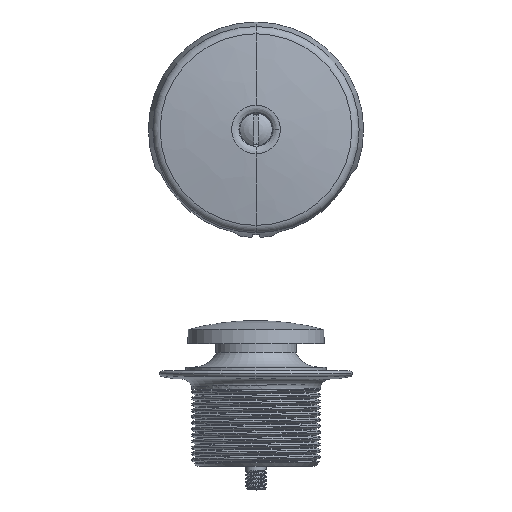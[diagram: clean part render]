
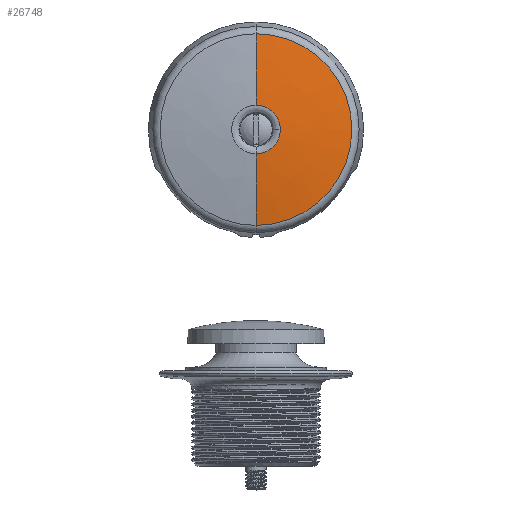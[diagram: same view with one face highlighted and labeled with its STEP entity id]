
A CAD part, top view. The second image highlights one B-rep face of the part: STEP entity #26748.
In plain terms, the highlighted free-form (B-spline) face has degree [3, 3] with [7, 4] control points.
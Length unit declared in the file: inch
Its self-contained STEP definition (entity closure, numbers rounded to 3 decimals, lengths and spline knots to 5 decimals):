
#25997=CARTESIAN_POINT('',(0.,0.52194,0.));
#25998=DIRECTION('',(0.,-1.,0.));
#25999=DIRECTION('',(-1.,0.,0.));
#26000=AXIS2_PLACEMENT_3D('',#25997,#25998,#25999);
#26005=CARTESIAN_POINT('',(0.31597,-11.26877,0.));
#26006=DIRECTION('',(0.,0.,-1.));
#26007=DIRECTION('',(-0.147,0.989,0.));
#26008=AXIS2_PLACEMENT_3D('',#26005,#26006,#26007);
#26013=CARTESIAN_POINT('',(0.,0.4136,0.));
#26014=DIRECTION('',(0.,1.,0.));
#26015=DIRECTION('',(1.,0.,0.));
#26016=AXIS2_PLACEMENT_3D('',#26013,#26014,#26015);
#26021=CARTESIAN_POINT('',(-0.31597,-11.26877,0.));
#26022=DIRECTION('',(0.,0.,1.));
#26023=DIRECTION('',(0.147,0.989,0.));
#26024=AXIS2_PLACEMENT_3D('',#26021,#26022,#26023);
#26029=CARTESIAN_POINT('',(0.,0.52194,0.));
#26030=DIRECTION('',(0.,-1.,0.));
#26031=DIRECTION('',(0.,0.,-1.));
#26032=AXIS2_PLACEMENT_3D('',#26029,#26030,#26031);
#26375=CARTESIAN_POINT('',(1.41558,0.4136,0.));
#26376=CARTESIAN_POINT('',(-1.41558,0.4136,0.));
#26377=VERTEX_POINT('',#26375);
#26378=VERTEX_POINT('',#26376);
#26451=CARTESIAN_POINT('',(-0.35865,0.52194,0.));
#26452=CARTESIAN_POINT('',(0.,0.52194,-0.35865));
#26453=VERTEX_POINT('',#26451);
#26454=VERTEX_POINT('',#26452);
#26455=CARTESIAN_POINT('',(0.35865,0.52194,0.));
#26456=VERTEX_POINT('',#26455);
#26708=CARTESIAN_POINT('',(-0.33676,0.52314,
0.02119));
#26709=CARTESIAN_POINT('',(-0.70405,0.50275,
0.0443));
#26710=CARTESIAN_POINT('',(-1.06999,0.46516,
0.06732));
#26711=CARTESIAN_POINT('',(-1.43377,0.41047,
0.0902));
#26712=CARTESIAN_POINT('',(-0.3498,0.52314,
-0.18606));
#26713=CARTESIAN_POINT('',(-0.73131,0.50275,
-0.38898));
#26714=CARTESIAN_POINT('',(-1.11141,0.46516,
-0.59115));
#26715=CARTESIAN_POINT('',(-1.48928,0.41047,
-0.79213));
#26716=CARTESIAN_POINT('',(-0.20765,0.52314,
-0.33743));
#26717=CARTESIAN_POINT('',(-0.43413,0.50275,
-0.70544));
#26718=CARTESIAN_POINT('',(-0.65977,0.46516,
-1.0721));
#26719=CARTESIAN_POINT('',(-0.88408,0.41047,
-1.4366));
#26720=CARTESIAN_POINT('',(0.,0.52314,-0.33743));
#26721=CARTESIAN_POINT('',(0.,0.50275,-0.70544));
#26722=CARTESIAN_POINT('',(0.,0.46516,-1.0721));
#26723=CARTESIAN_POINT('',(0.,0.41047,-1.4366));
#26724=CARTESIAN_POINT('',(0.20765,0.52314,
-0.33743));
#26725=CARTESIAN_POINT('',(0.43413,0.50275,
-0.70544));
#26726=CARTESIAN_POINT('',(0.65977,0.46516,
-1.0721));
#26727=CARTESIAN_POINT('',(0.88408,0.41047,
-1.4366));
#26728=CARTESIAN_POINT('',(0.3498,0.52314,
-0.18606));
#26729=CARTESIAN_POINT('',(0.73131,0.50275,
-0.38898));
#26730=CARTESIAN_POINT('',(1.11141,0.46516,
-0.59115));
#26731=CARTESIAN_POINT('',(1.48928,0.41047,
-0.79213));
#26732=CARTESIAN_POINT('',(0.33676,0.52314,
0.02119));
#26733=CARTESIAN_POINT('',(0.70405,0.50275,
0.0443));
#26734=CARTESIAN_POINT('',(1.06999,0.46516,
0.06732));
#26735=CARTESIAN_POINT('',(1.43377,0.41047,
0.0902));
#26736=(BOUNDED_SURFACE()B_SPLINE_SURFACE(3,3,((#26708,#26709,#26710,#26711),(
#26712,#26713,#26714,#26715),(#26716,#26717,#26718,#26719),(#26720,#26721,
#26722,#26723),(#26724,#26725,#26726,#26727),(#26728,#26729,#26730,#26731),(
#26732,#26733,#26734,#26735)),.UNSPECIFIED.,.F.,.F.,.F.)B_SPLINE_SURFACE_WITH_KNOTS((4,3,4),(4,4),(0.,1.,2.),(0.,1.),.UNSPECIFIED.)GEOMETRIC_REPRESENTATION_ITEM()RATIONAL_B_SPLINE_SURFACE(((1.188,1.187,
1.187,1.188),(0.938,0.937,
0.937,0.938),(0.938,0.937,
0.937,0.938),(1.188,1.187,
1.187,1.188),(0.938,0.937,
0.937,0.938),(0.938,0.937,
0.937,0.938),(1.188,1.187,
1.187,1.188)))REPRESENTATION_ITEM('')SURFACE());
#26738=ORIENTED_EDGE('',*,*,#26737,.F.);
#26740=ORIENTED_EDGE('',*,*,#26739,.F.);
#26741=ORIENTED_EDGE('',*,*,#26698,.F.);
#26743=ORIENTED_EDGE('',*,*,#26742,.T.);
#26745=ORIENTED_EDGE('',*,*,#26744,.F.);
#26746=EDGE_LOOP('',(#26738,#26740,#26741,#26743,#26745));
#26747=FACE_OUTER_BOUND('',#26746,.F.);
#26001=CIRCLE('',#26000,0.35865);
#26009=CIRCLE('',#26008,11.81);
#26017=CIRCLE('',#26016,1.41558);
#26025=CIRCLE('',#26024,11.81);
#26033=CIRCLE('',#26032,0.35865);
#26698=EDGE_CURVE('',#26377,#26378,#26017,.T.);
#26737=EDGE_CURVE('',#26453,#26454,#26001,.T.);
#26739=EDGE_CURVE('',#26378,#26453,#26009,.T.);
#26742=EDGE_CURVE('',#26377,#26456,#26025,.T.);
#26744=EDGE_CURVE('',#26454,#26456,#26033,.T.);
#26748=ADVANCED_FACE('',(#26747),#26736,.T.);
